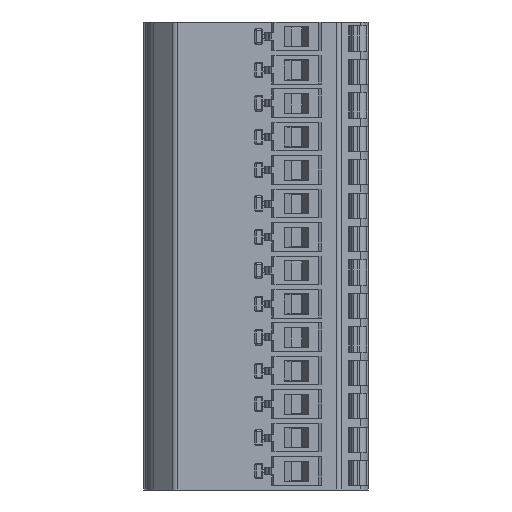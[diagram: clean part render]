
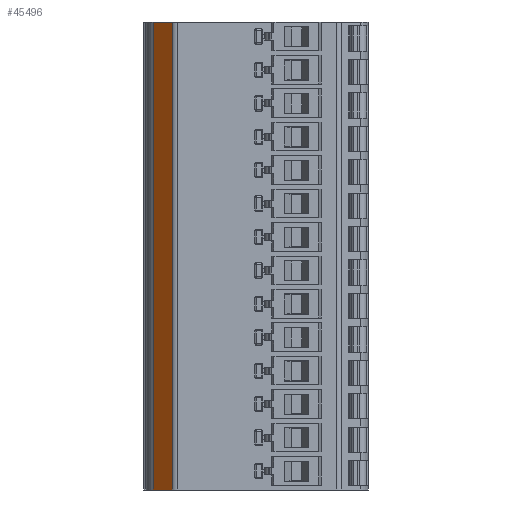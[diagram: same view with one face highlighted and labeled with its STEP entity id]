
A CAD part, front view. The second image highlights one B-rep face of the part: STEP entity #45496.
In plain terms, the highlighted planar face has unit normal (-0.707, -0.707, 0).
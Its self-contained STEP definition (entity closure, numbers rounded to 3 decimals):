
#1525 = LINE ( 'NONE', #64847, #37462 ) ;
#9635 = CARTESIAN_POINT ( 'NONE',  ( -22.272, 18.359, -67.65 ) ) ;
#10155 = VERTEX_POINT ( 'NONE', #40123 ) ;
#11391 = VECTOR ( 'NONE', #62265, 1000. ) ;
#13584 = VERTEX_POINT ( 'NONE', #45401 ) ;
#17114 = CARTESIAN_POINT ( 'NONE',  ( -22.272, 18.359, 5.15 ) ) ;
#20738 = ORIENTED_EDGE ( 'NONE', *, *, #21036, .F. ) ;
#21036 = EDGE_CURVE ( 'NONE', #13584, #10155, #25565, .T. ) ;
#21704 = ORIENTED_EDGE ( 'NONE', *, *, #68953, .T. ) ;
#22973 = VECTOR ( 'NONE', #56249, 1000. ) ;
#23466 = DIRECTION ( 'NONE',  ( -0.707, -0.707, 0. ) ) ;
#25565 = LINE ( 'NONE', #17114, #22973 ) ;
#26251 = VERTEX_POINT ( 'NONE', #72058 ) ;
#27927 = EDGE_CURVE ( 'NONE', #26251, #10155, #41132, .T. ) ;
#30347 = CARTESIAN_POINT ( 'NONE',  ( -19.287, 15.374, -67.65 ) ) ;
#34701 = PLANE ( 'NONE',  #63052 ) ;
#37462 = VECTOR ( 'NONE', #70758, 1000. ) ;
#39770 = CARTESIAN_POINT ( 'NONE',  ( -19.287, 15.374, -31.206 ) ) ;
#39837 = ORIENTED_EDGE ( 'NONE', *, *, #27927, .T. ) ;
#40098 = CARTESIAN_POINT ( 'NONE',  ( -19.287, 15.374, -31.206 ) ) ;
#40123 = CARTESIAN_POINT ( 'NONE',  ( -19.287, 15.374, 5.15 ) ) ;
#41132 = LINE ( 'NONE', #39770, #11391 ) ;
#41181 = EDGE_LOOP ( 'NONE', ( #58076, #21704, #39837, #20738 ) ) ;
#45401 = CARTESIAN_POINT ( 'NONE',  ( -22.272, 18.359, 5.15 ) ) ;
#45496 = ADVANCED_FACE ( 'NONE', ( #62069 ), #34701, .T. ) ;
#53140 = LINE ( 'NONE', #30347, #60172 ) ;
#56249 = DIRECTION ( 'NONE',  ( 0.707, -0.707, 0. ) ) ;
#57725 = VERTEX_POINT ( 'NONE', #9635 ) ;
#58076 = ORIENTED_EDGE ( 'NONE', *, *, #67612, .T. ) ;
#60172 = VECTOR ( 'NONE', #64387, 1000. ) ;
#62069 = FACE_OUTER_BOUND ( 'NONE', #41181, .T. ) ;
#62265 = DIRECTION ( 'NONE',  ( 0., 0., 1. ) ) ;
#62593 = DIRECTION ( 'NONE',  ( 0.707, -0.707, 0. ) ) ;
#63052 = AXIS2_PLACEMENT_3D ( 'NONE', #40098, #23466, #62593 ) ;
#64387 = DIRECTION ( 'NONE',  ( 0.707, -0.707, 0. ) ) ;
#64847 = CARTESIAN_POINT ( 'NONE',  ( -22.272, 18.359, -31.206 ) ) ;
#67612 = EDGE_CURVE ( 'NONE', #13584, #57725, #1525, .T. ) ;
#68953 = EDGE_CURVE ( 'NONE', #57725, #26251, #53140, .T. ) ;
#70758 = DIRECTION ( 'NONE',  ( 0., 0., -1. ) ) ;
#72058 = CARTESIAN_POINT ( 'NONE',  ( -19.287, 15.374, -67.65 ) ) ;
